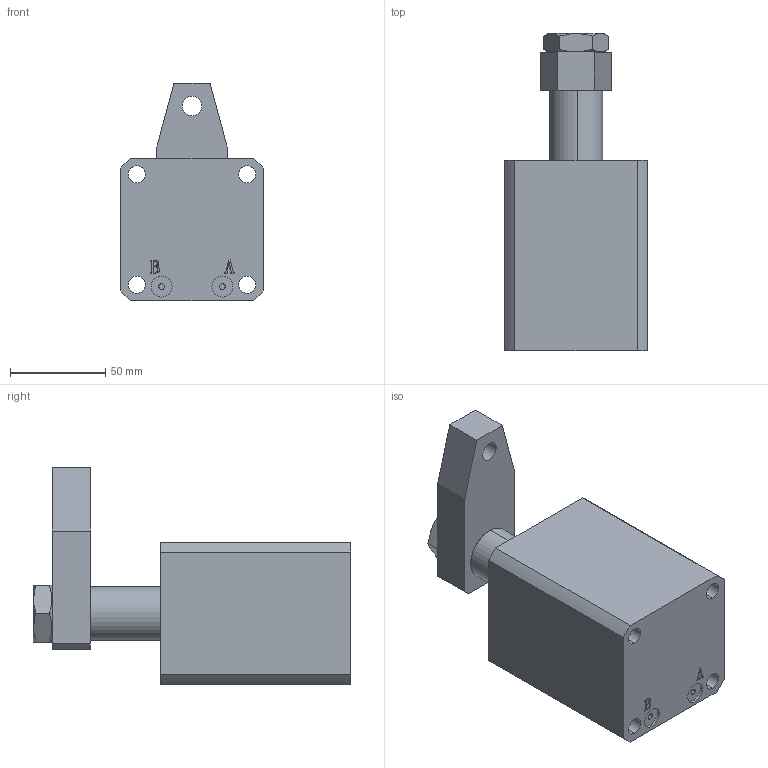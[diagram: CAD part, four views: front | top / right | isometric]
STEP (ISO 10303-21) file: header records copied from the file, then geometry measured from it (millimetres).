
FILE_DESCRIPTION (( 'STEP AP203' ), '1' );
FILE_NAME ('HSL-M50S.STEP', '2020-09-15T03:42:32', ( '微软用户' ), ( '微软中国' ), 'SwSTEP 2.0', 'SolidWorks 2012', '' );
FILE_SCHEMA (( 'CONFIG_CONTROL_DESIGN' ));
Length unit declared in the file: millimetre
Products named in the file (5): HSL-M50S; hex thin nuts-grades ab-chamfered gb_GB_FASTENER_NUT_STNAB  B M20-N; HSL-50S活塞杆; HSL-50S揤旋杻秶; HSL-M50D掛极
Assembly tree (4 placements, depth 2):
  HSL-M50S
    HSL-M50D掛极
    HSL-50S揤旋杻秶
    HSL-50S活塞杆
    hex thin nuts-grades ab-chamfered gb_GB_FASTENER_NUT_STNAB  B M20-N
Bounding box: 75 x 167 x 114.5 mm (x, y, z)
Volume: 556859.3 mm3; surface area: 95076.7 mm2
Topology: 4 solids, 4 shells, 159 faces, 378 edges, 246 vertices
Faces by surface type: plane 77, cylinder 46, bspline 16, cone 14, torus 6
Entity records: 5983 total; most frequent: CARTESIAN_POINT 1770, ORIENTED_EDGE 756, DIRECTION 754, EDGE_CURVE 378, AXIS2_PLACEMENT_3D 270, VERTEX_POINT 246, VECTOR 214, LINE 214
